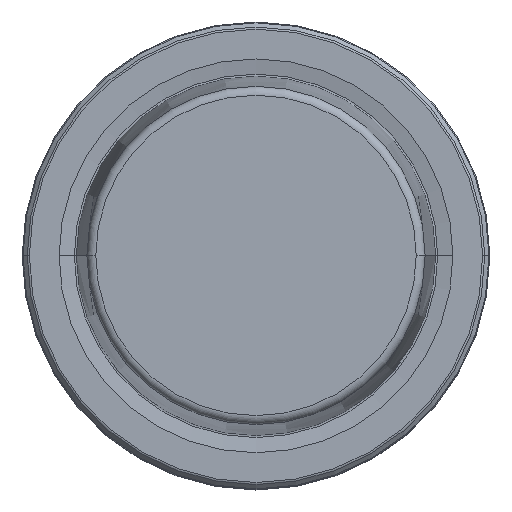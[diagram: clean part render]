
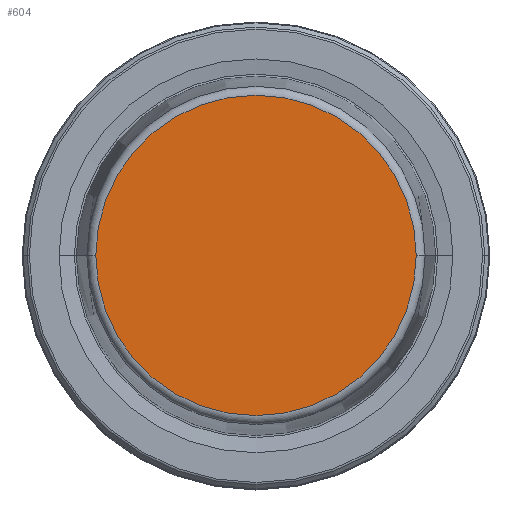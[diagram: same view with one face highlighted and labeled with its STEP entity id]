
A CAD part, top view. The second image highlights one B-rep face of the part: STEP entity #604.
In plain terms, the highlighted planar face has unit normal (0, 0, 1).
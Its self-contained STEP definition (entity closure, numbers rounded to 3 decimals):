
#66 = VERTEX_POINT ( 'NONE', #593 ) ;
#144 = DIRECTION ( 'NONE',  ( 1., 0., 0. ) ) ;
#198 = EDGE_LOOP ( 'NONE', ( #959, #635 ) ) ;
#238 = EDGE_CURVE ( 'NONE', #728, #66, #1014, .T. ) ;
#287 = CIRCLE ( 'NONE', #453, 21.581 ) ;
#303 = DIRECTION ( 'NONE',  ( 0., 0., 1. ) ) ;
#320 = CARTESIAN_POINT ( 'NONE',  ( 0., 0., 31.9 ) ) ;
#415 = DIRECTION ( 'NONE',  ( -1., 0., 0. ) ) ;
#453 = AXIS2_PLACEMENT_3D ( 'NONE', #320, #303, #983 ) ;
#538 = CARTESIAN_POINT ( 'NONE',  ( 21.581, 0., 31.9 ) ) ;
#593 = CARTESIAN_POINT ( 'NONE',  ( -21.581, 0., 31.9 ) ) ;
#597 = EDGE_CURVE ( 'NONE', #66, #728, #287, .T. ) ;
#604 = ADVANCED_FACE ( 'NONE', ( #682 ), #625, .F. ) ;
#625 = PLANE ( 'NONE',  #645 ) ;
#635 = ORIENTED_EDGE ( 'NONE', *, *, #597, .T. ) ;
#645 = AXIS2_PLACEMENT_3D ( 'NONE', #797, #1188, #415 ) ;
#682 = FACE_OUTER_BOUND ( 'NONE', #198, .T. ) ;
#728 = VERTEX_POINT ( 'NONE', #538 ) ;
#797 = CARTESIAN_POINT ( 'NONE',  ( 0., 0., 31.9 ) ) ;
#959 = ORIENTED_EDGE ( 'NONE', *, *, #238, .T. ) ;
#983 = DIRECTION ( 'NONE',  ( 1., 0., 0. ) ) ;
#1014 = CIRCLE ( 'NONE', #1160, 21.581 ) ;
#1109 = DIRECTION ( 'NONE',  ( 0., 0., 1. ) ) ;
#1120 = CARTESIAN_POINT ( 'NONE',  ( 0., 0., 31.9 ) ) ;
#1160 = AXIS2_PLACEMENT_3D ( 'NONE', #1120, #1109, #144 ) ;
#1188 = DIRECTION ( 'NONE',  ( 0., 0., -1. ) ) ;
